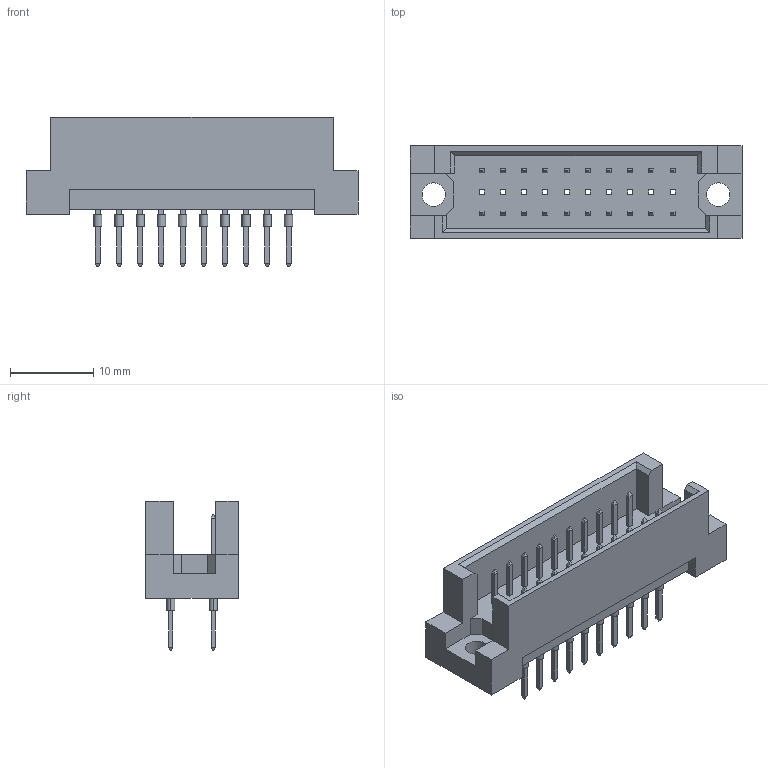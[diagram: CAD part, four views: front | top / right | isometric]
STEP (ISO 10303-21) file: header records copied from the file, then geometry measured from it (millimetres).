
FILE_DESCRIPTION (( 'STEP AP203' ), '1' );
FILE_NAME ('493-120-273-611.STEP', '2019-11-11T19:31:01', ( '' ), ( '' ), 'SwSTEP 2.0', 'SolidWorks 2020', '' );
FILE_SCHEMA (( 'CONFIG_CONTROL_DESIGN' ));
Length unit declared in the file: millimetre
Products named in the file (3): 493-290_73; 493-120-273-611; 493 Part_30
Assembly tree (21 placements, depth 2):
  493-120-273-611
    493 Part_30
    493-290_73  x20
Bounding box: 39.8 x 11.1 x 17.9 mm (x, y, z)
Volume: 2483.1 mm3; surface area: 3494.8 mm2
Topology: 21 solids, 21 shells, 612 faces, 1426 edges, 896 vertices
Faces by surface type: plane 568, cylinder 44
Entity records: 7213 total; most frequent: CARTESIAN_POINT 1134, ORIENTED_EDGE 1104, DIRECTION 1000, EDGE_CURVE 552, VECTOR 540, LINE 540, VERTEX_POINT 364, EDGE_LOOP 260
